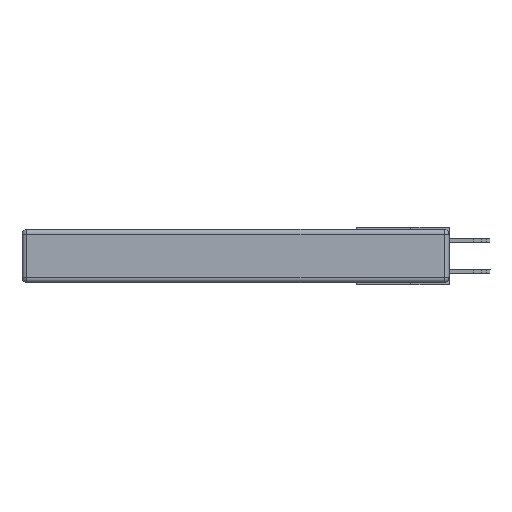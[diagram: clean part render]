
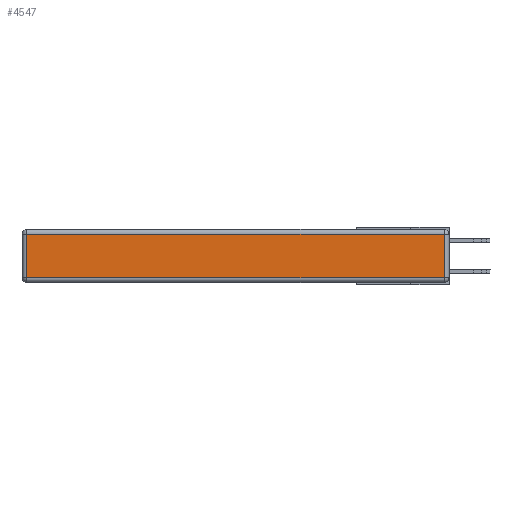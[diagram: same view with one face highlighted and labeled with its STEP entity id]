
A CAD part, left-side view. The second image highlights one B-rep face of the part: STEP entity #4547.
In plain terms, the highlighted planar face has unit normal (-1, 0, 0).
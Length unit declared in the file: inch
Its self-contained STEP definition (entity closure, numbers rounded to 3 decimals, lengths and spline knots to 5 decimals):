
#214 = DIRECTION ( 'NONE',  ( -1., 0., 0. ) ) ;
#596 = VERTEX_POINT ( 'NONE', #1757 ) ;
#821 = DIRECTION ( 'NONE',  ( 0., -1., 0. ) ) ;
#916 = CARTESIAN_POINT ( 'NONE',  ( 0., 0., -0.313 ) ) ;
#1290 = DIRECTION ( 'NONE',  ( 0., 0., 1. ) ) ;
#1367 = EDGE_LOOP ( 'NONE', ( #12234, #13956, #1828, #13041 ) ) ;
#1389 = VECTOR ( 'NONE', #6297, 39.37008 ) ;
#1395 = EDGE_CURVE ( 'NONE', #7755, #596, #2737, .T. ) ;
#1688 = VECTOR ( 'NONE', #3510, 39.37008 ) ;
#1757 = CARTESIAN_POINT ( 'NONE',  ( 0., 0.03, -0.313 ) ) ;
#1828 = ORIENTED_EDGE ( 'NONE', *, *, #14146, .T. ) ;
#1940 = CARTESIAN_POINT ( 'NONE',  ( 0., 0.03, -0.03 ) ) ;
#2737 = LINE ( 'NONE', #916, #8843 ) ;
#2837 = FACE_OUTER_BOUND ( 'NONE', #1367, .T. ) ;
#3510 = DIRECTION ( 'NONE',  ( 0., 1., 0. ) ) ;
#4027 = CARTESIAN_POINT ( 'NONE',  ( 0., 0.03, -0.343 ) ) ;
#4372 = VECTOR ( 'NONE', #8518, 39.37008 ) ;
#4410 = LINE ( 'NONE', #5128, #1389 ) ;
#4547 = ADVANCED_FACE ( 'NONE', ( #2837 ), #4720, .T. ) ;
#4720 = PLANE ( 'NONE',  #7027 ) ;
#4794 = CARTESIAN_POINT ( 'NONE',  ( 0., 2.72, -0.03 ) ) ;
#5008 = EDGE_CURVE ( 'NONE', #7622, #7755, #4410, .T. ) ;
#5122 = VERTEX_POINT ( 'NONE', #1940 ) ;
#5128 = CARTESIAN_POINT ( 'NONE',  ( 0., 2.72, -0.343 ) ) ;
#6297 = DIRECTION ( 'NONE',  ( 0., 0., -1. ) ) ;
#7027 = AXIS2_PLACEMENT_3D ( 'NONE', #8989, #214, #1290 ) ;
#7622 = VERTEX_POINT ( 'NONE', #4794 ) ;
#7755 = VERTEX_POINT ( 'NONE', #11522 ) ;
#8513 = EDGE_CURVE ( 'NONE', #596, #5122, #10832, .T. ) ;
#8518 = DIRECTION ( 'NONE',  ( 0., 0., 1. ) ) ;
#8523 = LINE ( 'NONE', #9061, #1688 ) ;
#8843 = VECTOR ( 'NONE', #821, 39.37008 ) ;
#8989 = CARTESIAN_POINT ( 'NONE',  ( 0., 0., -0.343 ) ) ;
#9061 = CARTESIAN_POINT ( 'NONE',  ( 0., 2.75, -0.03 ) ) ;
#10832 = LINE ( 'NONE', #4027, #4372 ) ;
#11522 = CARTESIAN_POINT ( 'NONE',  ( 0., 2.72, -0.313 ) ) ;
#12234 = ORIENTED_EDGE ( 'NONE', *, *, #1395, .T. ) ;
#13041 = ORIENTED_EDGE ( 'NONE', *, *, #5008, .T. ) ;
#13956 = ORIENTED_EDGE ( 'NONE', *, *, #8513, .T. ) ;
#14146 = EDGE_CURVE ( 'NONE', #5122, #7622, #8523, .T. ) ;
